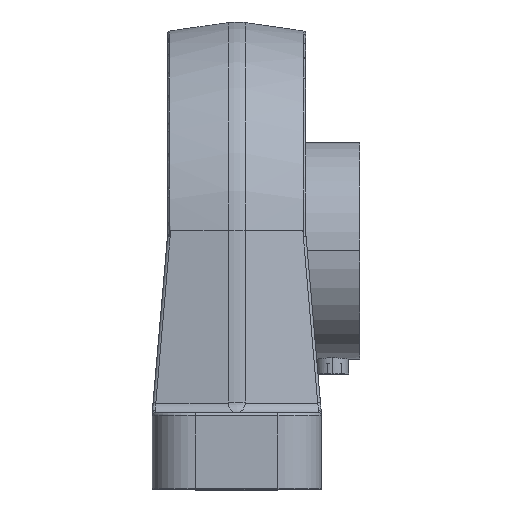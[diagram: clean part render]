
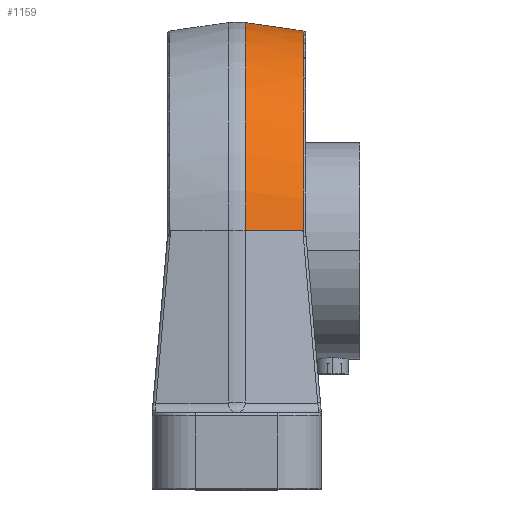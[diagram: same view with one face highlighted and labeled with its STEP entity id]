
A CAD part, top view. The second image highlights one B-rep face of the part: STEP entity #1159.
In plain terms, the highlighted conical face has half-angle 9 degrees and reference radius 22.723 mm.
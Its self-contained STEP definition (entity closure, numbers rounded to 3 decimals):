
#48 = ORIENTED_EDGE ( 'NONE', *, *, #608, .T. ) ;
#106 = CIRCLE ( 'NONE', #4083, 23.014 ) ;
#269 = CARTESIAN_POINT ( 'NONE',  ( 6.905, 2.334, -22.95 ) ) ;
#290 = CARTESIAN_POINT ( 'NONE',  ( 6.873, 2.488, -22.942 ) ) ;
#496 = ORIENTED_EDGE ( 'NONE', *, *, #3972, .T. ) ;
#608 = EDGE_CURVE ( 'NONE', #1857, #1731, #1351, .T. ) ;
#647 = CIRCLE ( 'NONE', #5046, 23.986 ) ;
#763 = CARTESIAN_POINT ( 'NONE',  ( 6.935, 2.189, -22.956 ) ) ;
#812 = CARTESIAN_POINT ( 'NONE',  ( 8.803, 0.487, 0. ) ) ;
#875 = CARTESIAN_POINT ( 'NONE',  ( 6.869, 2.51, 22.94 ) ) ;
#934 = ORIENTED_EDGE ( 'NONE', *, *, #4872, .T. ) ;
#1159 = ADVANCED_FACE ( 'NONE', ( #1997 ), #4271, .T. ) ;
#1310 = B_SPLINE_CURVE_WITH_KNOTS ( 'NONE', 3,
 ( #875, #3442, #3973, #4497, #3461, #6481, #1324 ),
 .UNSPECIFIED., .F., .F.,
 ( 4, 3, 4 ),
 ( 0., 0., 0. ),
 .UNSPECIFIED. ) ;
#1324 = CARTESIAN_POINT ( 'NONE',  ( 6.964, 2.045, 22.962 ) ) ;
#1343 = ORIENTED_EDGE ( 'NONE', *, *, #2158, .T. ) ;
#1351 = B_SPLINE_CURVE_WITH_KNOTS ( 'NONE', 3,
 ( #2794, #763, #269, #4923, #290, #2755, #1833 ),
 .UNSPECIFIED., .F., .F.,
 ( 4, 3, 4 ),
 ( 0., 0., 0. ),
 .UNSPECIFIED. ) ;
#1498 = DIRECTION ( 'NONE',  ( 0.988, -0.014, 0.156 ) ) ;
#1731 = VERTEX_POINT ( 'NONE', #2553 ) ;
#1833 = CARTESIAN_POINT ( 'NONE',  ( 6.869, 2.51, -22.94 ) ) ;
#1846 = DIRECTION ( 'NONE',  ( -1., 0., 0. ) ) ;
#1857 = VERTEX_POINT ( 'NONE', #4339 ) ;
#1997 = FACE_OUTER_BOUND ( 'NONE', #3808, .T. ) ;
#2158 = EDGE_CURVE ( 'NONE', #4458, #2833, #3433, .T. ) ;
#2374 = VECTOR ( 'NONE', #1498, 1000. ) ;
#2553 = CARTESIAN_POINT ( 'NONE',  ( 6.869, 2.51, -22.94 ) ) ;
#2638 = EDGE_CURVE ( 'NONE', #6155, #1731, #5452, .T. ) ;
#2755 = CARTESIAN_POINT ( 'NONE',  ( 6.871, 2.499, -22.941 ) ) ;
#2794 = CARTESIAN_POINT ( 'NONE',  ( 6.964, 2.045, -22.962 ) ) ;
#2833 = VERTEX_POINT ( 'NONE', #3826 ) ;
#2834 = DIRECTION ( 'NONE',  ( 0., 0., 1. ) ) ;
#3272 = CARTESIAN_POINT ( 'NONE',  ( 6.964, 2.045, 22.962 ) ) ;
#3433 = LINE ( 'NONE', #6291, #5307 ) ;
#3442 = CARTESIAN_POINT ( 'NONE',  ( 6.871, 2.499, 22.941 ) ) ;
#3461 = CARTESIAN_POINT ( 'NONE',  ( 6.905, 2.334, 22.95 ) ) ;
#3802 = DIRECTION ( 'NONE',  ( 0., 0., -1. ) ) ;
#3808 = EDGE_LOOP ( 'NONE', ( #4283, #5886, #1343, #496, #934, #48 ) ) ;
#3826 = CARTESIAN_POINT ( 'NONE',  ( 6.869, 2.51, 22.94 ) ) ;
#3865 = CARTESIAN_POINT ( 'NONE',  ( 6.964, 0.487, 0. ) ) ;
#3972 = EDGE_CURVE ( 'NONE', #2833, #5023, #1310, .T. ) ;
#3973 = CARTESIAN_POINT ( 'NONE',  ( 6.873, 2.488, 22.942 ) ) ;
#4083 = AXIS2_PLACEMENT_3D ( 'NONE', #3865, #5403, #2834 ) ;
#4257 = DIRECTION ( 'NONE',  ( 1., 0., 0. ) ) ;
#4271 = CONICAL_SURFACE ( 'NONE', #5063, 22.723, 0.157 ) ;
#4283 = ORIENTED_EDGE ( 'NONE', *, *, #2638, .F. ) ;
#4339 = CARTESIAN_POINT ( 'NONE',  ( 6.964, 2.045, -22.962 ) ) ;
#4458 = VERTEX_POINT ( 'NONE', #6605 ) ;
#4497 = CARTESIAN_POINT ( 'NONE',  ( 6.876, 2.478, 22.942 ) ) ;
#4765 = CARTESIAN_POINT ( 'NONE',  ( 0.83, 0.487, 0. ) ) ;
#4872 = EDGE_CURVE ( 'NONE', #5023, #1857, #106, .T. ) ;
#4923 = CARTESIAN_POINT ( 'NONE',  ( 6.876, 2.478, -22.942 ) ) ;
#4980 = DIRECTION ( 'NONE',  ( 0., 0., -1. ) ) ;
#5023 = VERTEX_POINT ( 'NONE', #3272 ) ;
#5046 = AXIS2_PLACEMENT_3D ( 'NONE', #4765, #4257, #3802 ) ;
#5063 = AXIS2_PLACEMENT_3D ( 'NONE', #812, #1846, #4980 ) ;
#5205 = CARTESIAN_POINT ( 'NONE',  ( 8.803, 2.483, -22.635 ) ) ;
#5307 = VECTOR ( 'NONE', #5750, 1000. ) ;
#5403 = DIRECTION ( 'NONE',  ( -1., 0., 0. ) ) ;
#5452 = LINE ( 'NONE', #5205, #2374 ) ;
#5744 = CARTESIAN_POINT ( 'NONE',  ( 0.83, 2.594, -23.893 ) ) ;
#5750 = DIRECTION ( 'NONE',  ( 0.988, -0.014, -0.156 ) ) ;
#5886 = ORIENTED_EDGE ( 'NONE', *, *, #6245, .T. ) ;
#6155 = VERTEX_POINT ( 'NONE', #5744 ) ;
#6245 = EDGE_CURVE ( 'NONE', #6155, #4458, #647, .T. ) ;
#6291 = CARTESIAN_POINT ( 'NONE',  ( 8.803, 2.483, 22.635 ) ) ;
#6481 = CARTESIAN_POINT ( 'NONE',  ( 6.935, 2.189, 22.956 ) ) ;
#6605 = CARTESIAN_POINT ( 'NONE',  ( 0.83, 2.594, 23.893 ) ) ;
